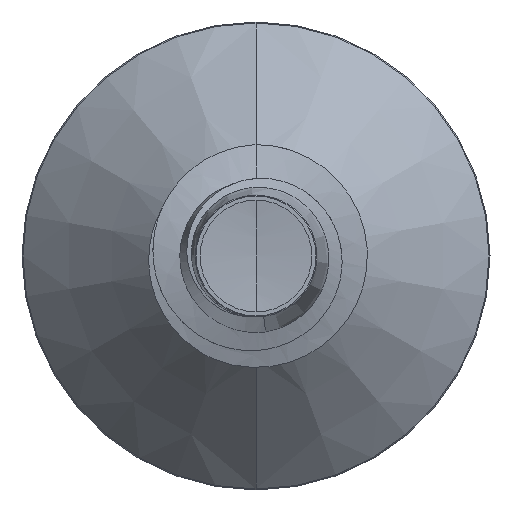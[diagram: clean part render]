
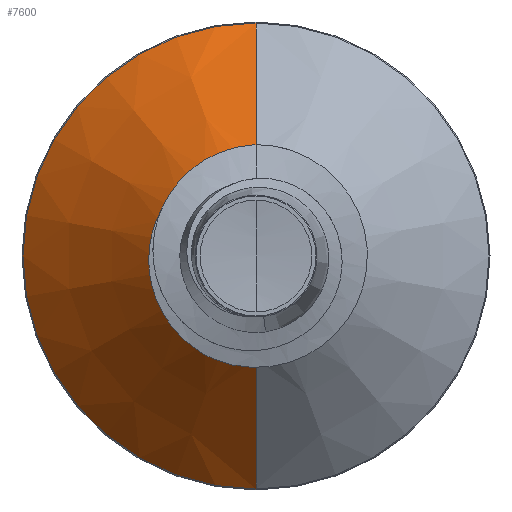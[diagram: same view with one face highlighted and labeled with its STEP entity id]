
A CAD part, front view. The second image highlights one B-rep face of the part: STEP entity #7600.
In plain terms, the highlighted conical face has half-angle 45 degrees and reference radius 1.857 mm.
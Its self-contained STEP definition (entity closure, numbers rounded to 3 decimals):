
#112 = AXIS2_PLACEMENT_3D ( 'NONE', #2819, #2341, #2358 ) ;
#180 = FACE_OUTER_BOUND ( 'NONE', #6966, .T. ) ;
#722 = AXIS2_PLACEMENT_3D ( 'NONE', #7914, #7858, #8136 ) ;
#787 = VERTEX_POINT ( 'NONE', #9500 ) ;
#1046 = DIRECTION ( 'NONE',  ( 0., 0.707, -0.707 ) ) ;
#1061 = CARTESIAN_POINT ( 'NONE',  ( 0., 1.957, -1.857 ) ) ;
#1183 = DIRECTION ( 'NONE',  ( 0., 0.707, 0.707 ) ) ;
#1296 = CARTESIAN_POINT ( 'NONE',  ( 0., 1.957, 1.857 ) ) ;
#1742 = CARTESIAN_POINT ( 'NONE',  ( 0., 1.957, -1.857 ) ) ;
#2110 = VERTEX_POINT ( 'NONE', #1742 ) ;
#2334 = VECTOR ( 'NONE', #1183, 1000. ) ;
#2341 = DIRECTION ( 'NONE',  ( 0., 1., 0. ) ) ;
#2358 = DIRECTION ( 'NONE',  ( 0., 0., 1. ) ) ;
#2819 = CARTESIAN_POINT ( 'NONE',  ( 0., 1.957, 0. ) ) ;
#2837 = ORIENTED_EDGE ( 'NONE', *, *, #6832, .F. ) ;
#3059 = ORIENTED_EDGE ( 'NONE', *, *, #3751, .T. ) ;
#3751 = EDGE_CURVE ( 'NONE', #2110, #6086, #7835, .T. ) ;
#4239 = VERTEX_POINT ( 'NONE', #6012 ) ;
#4866 = EDGE_CURVE ( 'NONE', #787, #4239, #10035, .T. ) ;
#5588 = CARTESIAN_POINT ( 'NONE',  ( 0., 4.282, 0. ) ) ;
#6012 = CARTESIAN_POINT ( 'NONE',  ( 0., 4.282, 4.182 ) ) ;
#6086 = VERTEX_POINT ( 'NONE', #9185 ) ;
#6736 = EDGE_CURVE ( 'NONE', #6086, #4239, #8554, .T. ) ;
#6832 = EDGE_CURVE ( 'NONE', #2110, #787, #8367, .T. ) ;
#6966 = EDGE_LOOP ( 'NONE', ( #2837, #3059, #7564, #10065 ) ) ;
#7564 = ORIENTED_EDGE ( 'NONE', *, *, #6736, .T. ) ;
#7600 = ADVANCED_FACE ( 'NONE', ( #180 ), #8270, .T. ) ;
#7835 = CIRCLE ( 'NONE', #112, 1.857 ) ;
#7858 = DIRECTION ( 'NONE',  ( 0., 1., 0. ) ) ;
#7914 = CARTESIAN_POINT ( 'NONE',  ( 0., 1.957, 0. ) ) ;
#8136 = DIRECTION ( 'NONE',  ( 0., 0., 1. ) ) ;
#8270 = CONICAL_SURFACE ( 'NONE', #722, 1.857, 0.785 ) ;
#8367 = LINE ( 'NONE', #1061, #9729 ) ;
#8554 = LINE ( 'NONE', #1296, #2334 ) ;
#8558 = AXIS2_PLACEMENT_3D ( 'NONE', #5588, #9467, #9459 ) ;
#9185 = CARTESIAN_POINT ( 'NONE',  ( 0., 1.957, 1.857 ) ) ;
#9459 = DIRECTION ( 'NONE',  ( 0., 0., 1. ) ) ;
#9467 = DIRECTION ( 'NONE',  ( 0., 1., 0. ) ) ;
#9500 = CARTESIAN_POINT ( 'NONE',  ( 0., 4.282, -4.182 ) ) ;
#9729 = VECTOR ( 'NONE', #1046, 1000. ) ;
#10035 = CIRCLE ( 'NONE', #8558, 4.182 ) ;
#10065 = ORIENTED_EDGE ( 'NONE', *, *, #4866, .F. ) ;
